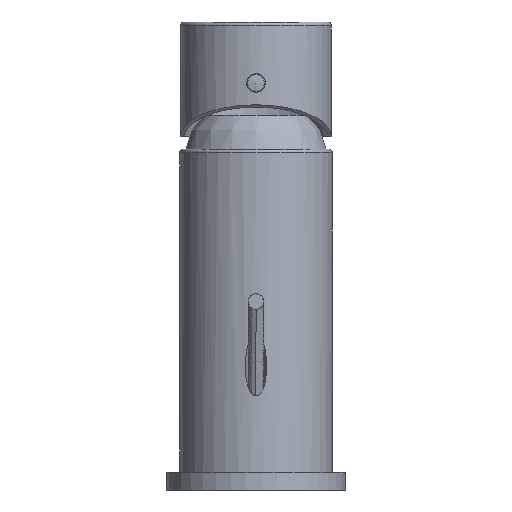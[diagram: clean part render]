
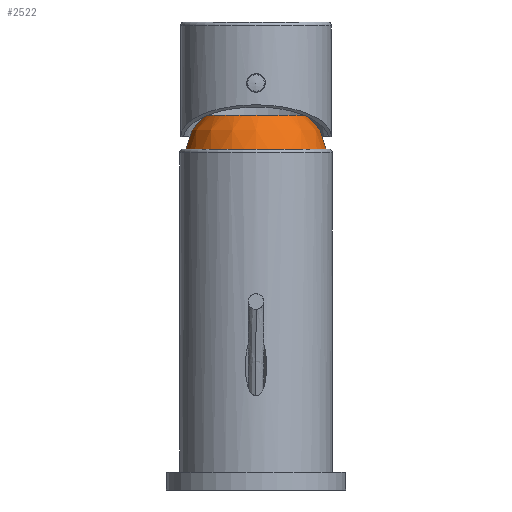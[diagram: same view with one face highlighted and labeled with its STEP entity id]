
A CAD part, left-side view. The second image highlights one B-rep face of the part: STEP entity #2522.
In plain terms, the highlighted free-form (B-spline) face has degree [2, 2] with [3, 9] control points.
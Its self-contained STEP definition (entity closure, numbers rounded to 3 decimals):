
#183=(
BOUNDED_SURFACE()
B_SPLINE_SURFACE(2,2,((#4517,#4518,#4519,#4520,#4521,#4522,#4523,#4524,
#4525),(#4526,#4527,#4528,#4529,#4530,#4531,#4532,#4533,#4534),(#4535,#4536,
#4537,#4538,#4539,#4540,#4541,#4542,#4543)),.UNSPECIFIED.,.F.,.T.,.F.)
B_SPLINE_SURFACE_WITH_KNOTS((3,3),(3,2,2,2,3),(-0.981,-0.083),
(-3.142,-1.571,0.,1.571,3.142),
 .UNSPECIFIED.)
GEOMETRIC_REPRESENTATION_ITEM()
RATIONAL_B_SPLINE_SURFACE(((1.,0.707,1.,0.707,1.,
0.707,1.,0.707,1.),(0.901,0.637,
0.901,0.637,0.901,0.637,0.901,
0.637,0.901),(1.,0.707,1.,0.707,
1.,0.707,1.,0.707,1.)))
REPRESENTATION_ITEM('')
SURFACE()
);
#572=FACE_OUTER_BOUND('',#736,.T.);
#736=EDGE_LOOP('',(#1884,#1885,#1886,#1887,#1888));
#917=CIRCLE('',#2862,14.);
#918=CIRCLE('',#2863,14.);
#921=CIRCLE('',#2866,12.5);
#922=CIRCLE('',#2867,19.5);
#1114=VERTEX_POINT('',#4508);
#1115=VERTEX_POINT('',#4509);
#1118=VERTEX_POINT('',#4544);
#1397=EDGE_CURVE('',#1114,#1115,#917,.T.);
#1398=EDGE_CURVE('',#1115,#1114,#918,.T.);
#1402=EDGE_CURVE('',#1114,#1118,#921,.T.);
#1403=EDGE_CURVE('',#1118,#1118,#922,.T.);
#1884=ORIENTED_EDGE('',*,*,#1397,.T.);
#1885=ORIENTED_EDGE('',*,*,#1398,.T.);
#1886=ORIENTED_EDGE('',*,*,#1402,.T.);
#1887=ORIENTED_EDGE('',*,*,#1403,.F.);
#1888=ORIENTED_EDGE('',*,*,#1402,.F.);
#2522=ADVANCED_FACE('',(#572),#183,.F.);
#2862=AXIS2_PLACEMENT_3D('',#4510,#3314,#3315);
#2863=AXIS2_PLACEMENT_3D('',#4511,#3316,#3317);
#2866=AXIS2_PLACEMENT_3D('',#4545,#3323,#3324);
#2867=AXIS2_PLACEMENT_3D('',#4546,#3325,#3326);
#3314=DIRECTION('center_axis',(0.,0.,-1.));
#3315=DIRECTION('ref_axis',(0.998,0.063,0.));
#3316=DIRECTION('center_axis',(0.,0.,-1.));
#3317=DIRECTION('ref_axis',(0.998,0.063,0.));
#3323=DIRECTION('center_axis',(0.,1.,0.));
#3324=DIRECTION('ref_axis',(1.,0.,0.));
#3325=DIRECTION('center_axis',(0.,0.,-1.));
#3326=DIRECTION('ref_axis',(1.,0.,0.));
#4508=CARTESIAN_POINT('',(14.,-0.437,102.74));
#4509=CARTESIAN_POINT('',(-13.972,-1.316,102.74));
#4510=CARTESIAN_POINT('Origin',(0.,-0.437,
102.74));
#4511=CARTESIAN_POINT('Origin',(0.,-0.437,
102.74));
#4517=CARTESIAN_POINT('Ctrl Pts',(14.,-0.437,102.74));
#4518=CARTESIAN_POINT('Ctrl Pts',(14.,-14.437,102.74));
#4519=CARTESIAN_POINT('Ctrl Pts',(0.,-14.437,
102.74));
#4520=CARTESIAN_POINT('Ctrl Pts',(-14.,-14.437,102.74));
#4521=CARTESIAN_POINT('Ctrl Pts',(-14.,-0.437,
102.74));
#4522=CARTESIAN_POINT('Ctrl Pts',(-14.,13.563,102.74));
#4523=CARTESIAN_POINT('Ctrl Pts',(0.,13.563,
102.74));
#4524=CARTESIAN_POINT('Ctrl Pts',(14.,13.563,102.74));
#4525=CARTESIAN_POINT('Ctrl Pts',(14.,-0.437,102.74));
#4526=CARTESIAN_POINT('Ctrl Pts',(19.003,-0.437,99.388));
#4527=CARTESIAN_POINT('Ctrl Pts',(19.003,-19.44,99.388));
#4528=CARTESIAN_POINT('Ctrl Pts',(0.,-19.44,
99.388));
#4529=CARTESIAN_POINT('Ctrl Pts',(-19.003,-19.44,99.388));
#4530=CARTESIAN_POINT('Ctrl Pts',(-19.003,-0.437,
99.388));
#4531=CARTESIAN_POINT('Ctrl Pts',(-19.003,18.566,99.388));
#4532=CARTESIAN_POINT('Ctrl Pts',(0.,18.566,
99.388));
#4533=CARTESIAN_POINT('Ctrl Pts',(19.003,18.566,99.388));
#4534=CARTESIAN_POINT('Ctrl Pts',(19.003,-0.437,99.388));
#4535=CARTESIAN_POINT('Ctrl Pts',(19.5,-0.437,93.387));
#4536=CARTESIAN_POINT('Ctrl Pts',(19.5,-19.937,93.387));
#4537=CARTESIAN_POINT('Ctrl Pts',(0.,-19.937,
93.387));
#4538=CARTESIAN_POINT('Ctrl Pts',(-19.5,-19.937,93.387));
#4539=CARTESIAN_POINT('Ctrl Pts',(-19.5,-0.437,
93.387));
#4540=CARTESIAN_POINT('Ctrl Pts',(-19.5,19.063,93.387));
#4541=CARTESIAN_POINT('Ctrl Pts',(0.,19.063,
93.387));
#4542=CARTESIAN_POINT('Ctrl Pts',(19.5,19.063,93.387));
#4543=CARTESIAN_POINT('Ctrl Pts',(19.5,-0.437,93.387));
#4544=CARTESIAN_POINT('',(19.5,-0.437,93.387));
#4545=CARTESIAN_POINT('Origin',(7.043,-0.437,92.355));
#4546=CARTESIAN_POINT('Origin',(0.,-0.437,93.387));
